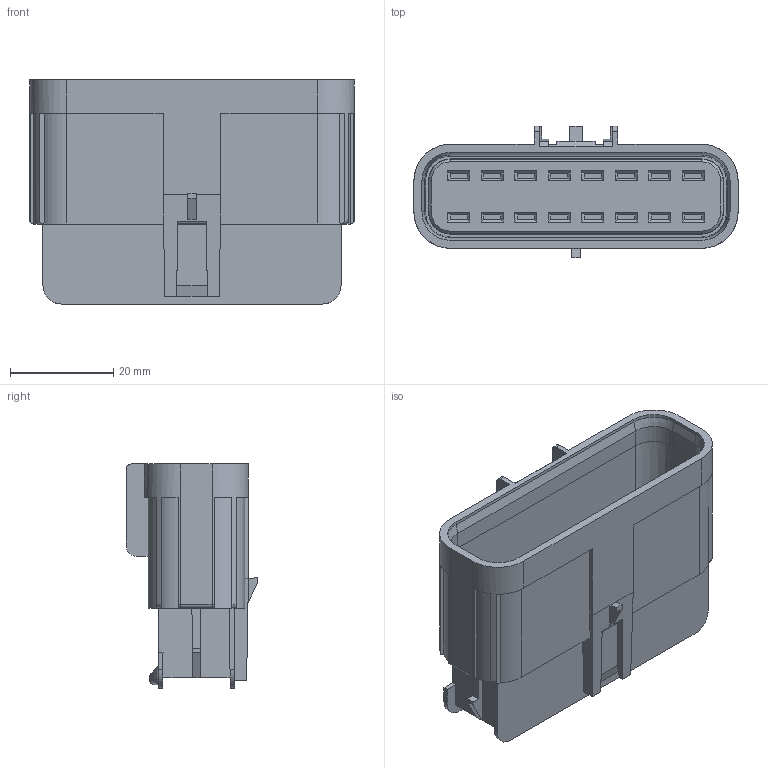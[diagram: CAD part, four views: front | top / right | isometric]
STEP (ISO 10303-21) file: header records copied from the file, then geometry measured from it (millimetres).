
FILE_DESCRIPTION(/* description */ (''),/* implementation_level */ '2;1');
FILE_NAME(/* name */ '15326667-ENV11_06-CONN.stp',/* time_stamp */ '2024-01-23T17:55:43+08:00',/* author */ (''),/* organization */ (''),/* preprocessor_version */ 'ST-DEVELOPER v16',/* originating_system */ 'SIEMENS PLM Software NX 11.0',/* authorisation */ '');
FILE_SCHEMA (('AUTOMOTIVE_DESIGN { 1 0 10303 214 3 1 1 1 }'));
Length unit declared in the file: millimetre
Products named in the file (1): 15326667-ENV11_06-CONN
Bounding box: 62.8 x 25.45 x 43.4 mm (x, y, z)
Volume: 28036.2 mm3; surface area: 15379.4 mm2
Topology: 1 solids, 1 shells, 307 faces, 794 edges, 505 vertices
Faces by surface type: plane 230, cylinder 37, cone 18, torus 10, bspline 6, sphere 6
Entity records: 9484 total; most frequent: CARTESIAN_POINT 1975, ORIENTED_EDGE 1580, DIRECTION 1494, EDGE_CURVE 790, LINE 626, VECTOR 626, VERTEX_POINT 505, AXIS2_PLACEMENT_3D 434
